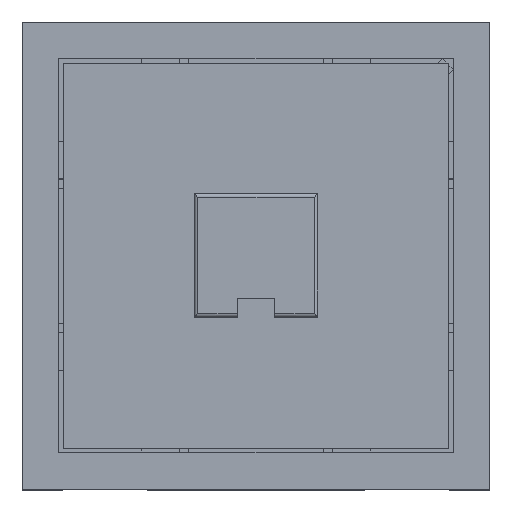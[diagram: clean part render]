
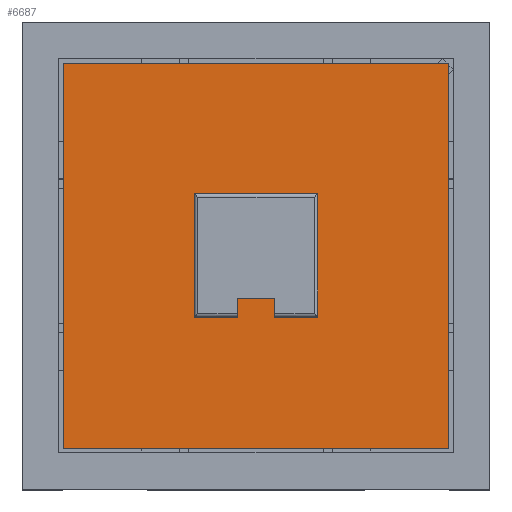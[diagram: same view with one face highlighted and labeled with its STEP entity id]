
A CAD part, top view. The second image highlights one B-rep face of the part: STEP entity #6687.
In plain terms, the highlighted planar face has unit normal (0, 0, 1).
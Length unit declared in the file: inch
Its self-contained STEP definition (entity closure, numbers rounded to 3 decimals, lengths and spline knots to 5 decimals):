
#157=FACE_BOUND('',#918,.T.);
#544=FACE_OUTER_BOUND('',#917,.T.);
#917=EDGE_LOOP('',(#5844,#5845,#5846,#5847));
#918=EDGE_LOOP('',(#5848,#5849,#5850,#5851,#5852,#5853,#5854,#5855));
#1537=LINE('',#10499,#2361);
#1557=LINE('',#10539,#2381);
#1574=LINE('',#10574,#2398);
#1684=LINE('',#10803,#2508);
#1687=LINE('',#10808,#2511);
#1689=LINE('',#10812,#2513);
#1691=LINE('',#10816,#2515);
#1693=LINE('',#10820,#2517);
#1695=LINE('',#10824,#2519);
#1697=LINE('',#10828,#2521);
#1699=LINE('',#10831,#2523);
#1700=LINE('',#10834,#2524);
#2361=VECTOR('',#8271,0.3937);
#2381=VECTOR('',#8301,0.3937);
#2398=VECTOR('',#8326,0.3937);
#2508=VECTOR('',#8524,0.3937);
#2511=VECTOR('',#8529,0.3937);
#2513=VECTOR('',#8533,0.3937);
#2515=VECTOR('',#8537,0.3937);
#2517=VECTOR('',#8541,0.3937);
#2519=VECTOR('',#8545,0.3937);
#2521=VECTOR('',#8549,0.3937);
#2523=VECTOR('',#8553,0.3937);
#2524=VECTOR('',#8558,0.3937);
#3060=VERTEX_POINT('',#10496);
#3061=VERTEX_POINT('',#10498);
#3076=VERTEX_POINT('',#10537);
#3090=VERTEX_POINT('',#10572);
#3164=VERTEX_POINT('',#10800);
#3165=VERTEX_POINT('',#10802);
#3166=VERTEX_POINT('',#10806);
#3167=VERTEX_POINT('',#10810);
#3168=VERTEX_POINT('',#10814);
#3169=VERTEX_POINT('',#10818);
#3170=VERTEX_POINT('',#10822);
#3171=VERTEX_POINT('',#10826);
#3917=EDGE_CURVE('',#3060,#3061,#1537,.T.);
#3937=EDGE_CURVE('',#3076,#3060,#1557,.T.);
#3954=EDGE_CURVE('',#3090,#3076,#1574,.T.);
#4070=EDGE_CURVE('',#3165,#3164,#1684,.T.);
#4073=EDGE_CURVE('',#3164,#3166,#1687,.T.);
#4075=EDGE_CURVE('',#3166,#3167,#1689,.T.);
#4077=EDGE_CURVE('',#3167,#3168,#1691,.T.);
#4079=EDGE_CURVE('',#3168,#3169,#1693,.T.);
#4081=EDGE_CURVE('',#3169,#3170,#1695,.T.);
#4083=EDGE_CURVE('',#3170,#3171,#1697,.T.);
#4085=EDGE_CURVE('',#3171,#3165,#1699,.T.);
#4086=EDGE_CURVE('',#3061,#3090,#1700,.T.);
#5844=ORIENTED_EDGE('',*,*,#3954,.F.);
#5845=ORIENTED_EDGE('',*,*,#4086,.F.);
#5846=ORIENTED_EDGE('',*,*,#3917,.F.);
#5847=ORIENTED_EDGE('',*,*,#3937,.F.);
#5848=ORIENTED_EDGE('',*,*,#4081,.T.);
#5849=ORIENTED_EDGE('',*,*,#4083,.T.);
#5850=ORIENTED_EDGE('',*,*,#4085,.T.);
#5851=ORIENTED_EDGE('',*,*,#4070,.T.);
#5852=ORIENTED_EDGE('',*,*,#4073,.T.);
#5853=ORIENTED_EDGE('',*,*,#4075,.T.);
#5854=ORIENTED_EDGE('',*,*,#4077,.T.);
#5855=ORIENTED_EDGE('',*,*,#4079,.T.);
#6346=PLANE('',#7088);
#6687=ADVANCED_FACE('',(#544,#157),#6346,.T.);
#7088=AXIS2_PLACEMENT_3D('',#10833,#8556,#8557);
#8271=DIRECTION('',(0.,-1.,0.));
#8301=DIRECTION('',(1.,0.,0.));
#8326=DIRECTION('',(0.,1.,0.));
#8524=DIRECTION('',(0.,-1.,0.));
#8529=DIRECTION('',(-1.,0.,0.));
#8533=DIRECTION('',(0.,1.,0.));
#8537=DIRECTION('',(1.,0.,0.));
#8541=DIRECTION('',(0.,-1.,0.));
#8545=DIRECTION('',(-1.,0.,0.));
#8549=DIRECTION('',(0.,1.,0.));
#8553=DIRECTION('',(-1.,0.,0.));
#8556=DIRECTION('center_axis',(0.,0.,1.));
#8557=DIRECTION('ref_axis',(1.,0.,0.));
#8558=DIRECTION('',(-1.,0.,0.));
#10496=CARTESIAN_POINT('',(0.20177,0.20177,0.25394));
#10498=CARTESIAN_POINT('',(0.20177,-0.20177,0.25394));
#10499=CARTESIAN_POINT('',(0.20177,-0.20177,0.25394));
#10537=CARTESIAN_POINT('',(-0.20177,0.20177,0.25394));
#10539=CARTESIAN_POINT('',(0.20177,0.20177,0.25394));
#10572=CARTESIAN_POINT('',(-0.20177,-0.20177,0.25394));
#10574=CARTESIAN_POINT('',(-0.20177,0.20177,0.25394));
#10800=CARTESIAN_POINT('',(-0.01969,-0.06496,0.25394));
#10802=CARTESIAN_POINT('',(-0.01969,-0.04528,0.25394));
#10803=CARTESIAN_POINT('',(-0.01969,-0.02264,0.25394));
#10806=CARTESIAN_POINT('',(-0.06496,-0.06496,0.25394));
#10808=CARTESIAN_POINT('',(-0.00984,-0.06496,0.25394));
#10810=CARTESIAN_POINT('',(-0.06496,0.06496,0.25394));
#10812=CARTESIAN_POINT('',(-0.06496,-0.03248,0.25394));
#10814=CARTESIAN_POINT('',(0.06496,0.06496,0.25394));
#10816=CARTESIAN_POINT('',(-0.03248,0.06496,0.25394));
#10818=CARTESIAN_POINT('',(0.06496,-0.06496,0.25394));
#10820=CARTESIAN_POINT('',(0.06496,0.03248,0.25394));
#10822=CARTESIAN_POINT('',(0.01969,-0.06496,0.25394));
#10824=CARTESIAN_POINT('',(0.03248,-0.06496,0.25394));
#10826=CARTESIAN_POINT('',(0.01969,-0.04528,0.25394));
#10828=CARTESIAN_POINT('',(0.01969,-0.03248,0.25394));
#10831=CARTESIAN_POINT('',(0.00984,-0.04528,0.25394));
#10833=CARTESIAN_POINT('Origin',(0.,0.,
0.25394));
#10834=CARTESIAN_POINT('',(-0.20177,-0.20177,0.25394));
